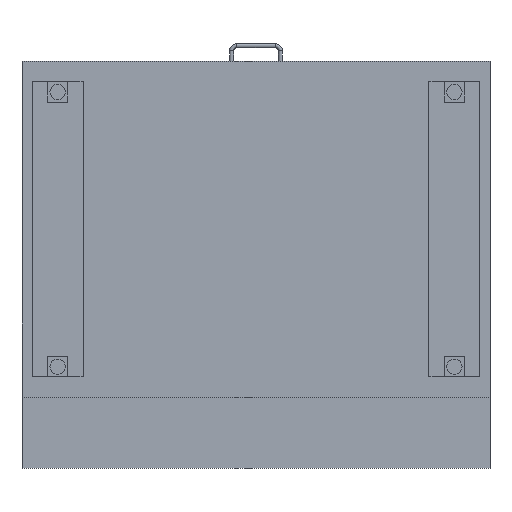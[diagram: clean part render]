
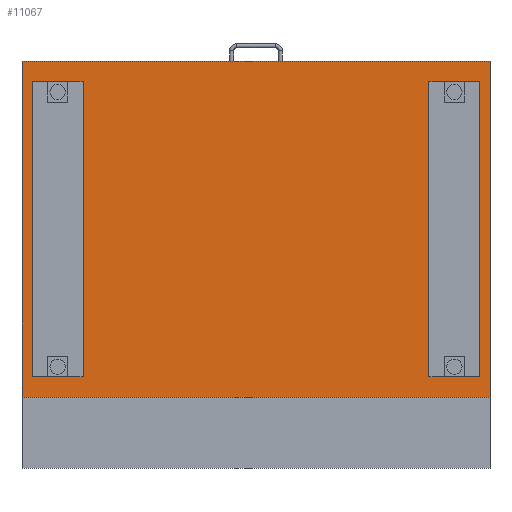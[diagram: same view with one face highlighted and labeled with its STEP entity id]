
A CAD part, front view. The second image highlights one B-rep face of the part: STEP entity #11067.
In plain terms, the highlighted planar face has unit normal (0, -1, 0).
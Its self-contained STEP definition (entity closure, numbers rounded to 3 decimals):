
#447=FACE_OUTER_BOUND('',#1122,.T.);
#1122=EDGE_LOOP('',(#7310,#7311,#7312,#7313));
#1814=LINE('',#15853,#3221);
#1822=LINE('',#15868,#3229);
#1823=LINE('',#15870,#3230);
#1824=LINE('',#15871,#3231);
#3221=VECTOR('',#12714,10.);
#3229=VECTOR('',#12726,10.);
#3230=VECTOR('',#12729,10.);
#3231=VECTOR('',#12730,10.);
#4623=VERTEX_POINT('',#15849);
#4625=VERTEX_POINT('',#15852);
#4629=VERTEX_POINT('',#15864);
#4630=VERTEX_POINT('',#15866);
#5696=EDGE_CURVE('',#4623,#4625,#1814,.T.);
#5704=EDGE_CURVE('',#4629,#4630,#1822,.T.);
#5705=EDGE_CURVE('',#4629,#4623,#1823,.T.);
#5706=EDGE_CURVE('',#4625,#4630,#1824,.T.);
#7310=ORIENTED_EDGE('',*,*,#5705,.F.);
#7311=ORIENTED_EDGE('',*,*,#5704,.T.);
#7312=ORIENTED_EDGE('',*,*,#5706,.F.);
#7313=ORIENTED_EDGE('',*,*,#5696,.F.);
#10476=PLANE('',#11832);
#11067=ADVANCED_FACE('',(#447),#10476,.T.);
#11832=AXIS2_PLACEMENT_3D('',#15869,#12727,#12728);
#12714=DIRECTION('',(0.,0.,-1.));
#12726=DIRECTION('',(0.,0.,-1.));
#12727=DIRECTION('center_axis',(0.,-1.,0.));
#12728=DIRECTION('ref_axis',(-1.,0.,0.));
#12729=DIRECTION('',(1.,0.,0.));
#12730=DIRECTION('',(-1.,0.,0.));
#15849=CARTESIAN_POINT('',(460.,0.,0.));
#15852=CARTESIAN_POINT('',(460.,0.,-660.));
#15853=CARTESIAN_POINT('',(460.,0.,0.));
#15864=CARTESIAN_POINT('',(-460.,0.,0.));
#15866=CARTESIAN_POINT('',(-460.,0.,-660.));
#15868=CARTESIAN_POINT('',(-460.,0.,0.));
#15869=CARTESIAN_POINT('Origin',(460.,0.,0.));
#15870=CARTESIAN_POINT('',(-460.,0.,0.));
#15871=CARTESIAN_POINT('',(-460.,0.,-660.));
